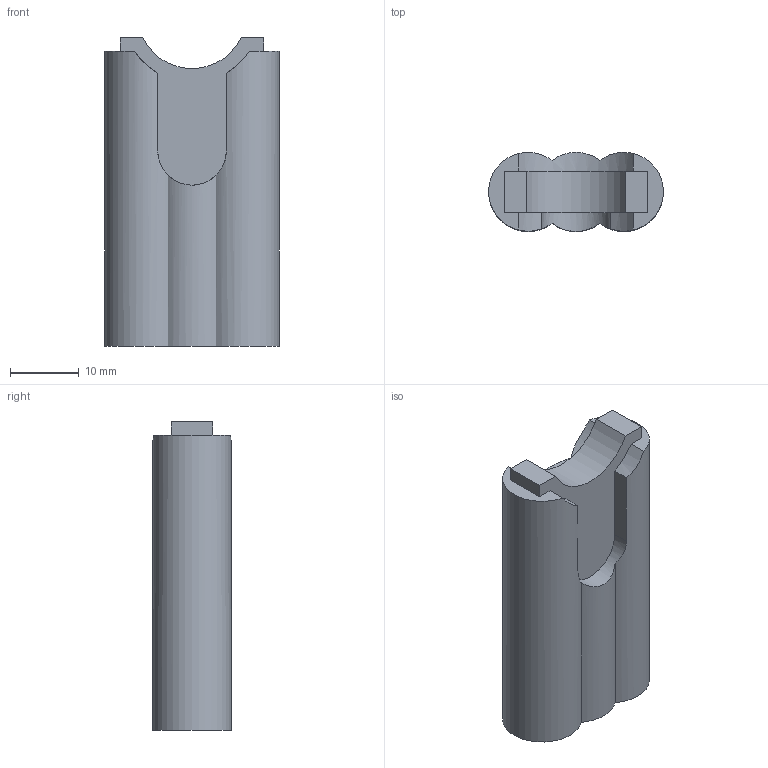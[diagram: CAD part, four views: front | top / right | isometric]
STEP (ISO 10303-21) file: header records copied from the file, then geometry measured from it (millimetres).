
FILE_DESCRIPTION((''),'2;1');
FILE_NAME('SL0166S.ipt.step','2007-09-10T15:13:21',(''),(''),'Autodesk Inventor 11','Autodesk Inventor 11','');
FILE_SCHEMA(('AUTOMOTIVE_DESIGN { 1 0 10303 214 1 1 1 1 }'));
Length unit declared in the file: millimetre
Products named in the file (1): SL0166S
Bounding box: 25.5 x 11.5 x 45 mm (x, y, z)
Volume: 9461.9 mm3; surface area: 3890.6 mm2
Topology: 1 solids, 1 shells, 26 faces, 65 edges, 44 vertices
Faces by surface type: plane 11, cylinder 10, bspline 5
Entity records: 992 total; most frequent: CARTESIAN_POINT 380, ORIENTED_EDGE 122, DIRECTION 112, EDGE_CURVE 61, VERTEX_POINT 43, AXIS2_PLACEMENT_3D 39, VECTOR 34, LINE 34
